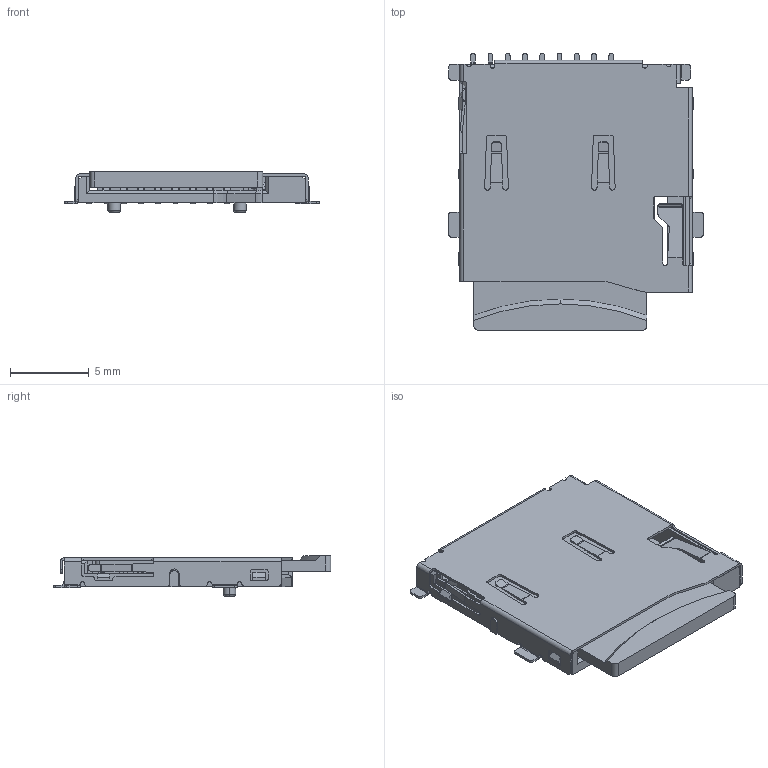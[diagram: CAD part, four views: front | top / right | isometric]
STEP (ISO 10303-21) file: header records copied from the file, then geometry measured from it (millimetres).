
FILE_DESCRIPTION(('FreeCAD Model'),'2;1');
FILE_NAME('XKB_XKTF-015-X-wCard.step','2021-03-06T20:19:21',('kicad StepUp'),( 'ksu MCAD'),'Open CASCADE STEP processor 7.3','FreeCAD','Unknown');
FILE_SCHEMA(('AUTOMOTIVE_DESIGN { 1 0 10303 214 1 1 1 1 }'));
Length unit declared in the file: millimetre
Products named in the file (1): XKB_XKTF-015-X-wCard
Bounding box: 16.18 x 17.65 x 2.6 mm (x, y, z)
Volume: 281.8 mm3; surface area: 1550 mm2
Topology: 12 solids, 12 shells, 1318 faces, 3718 edges, 2413 vertices
Faces by surface type: plane 849, cylinder 442, bspline 13, torus 10, cone 4
Entity records: 52149 total; most frequent: CARTESIAN_POINT 8102, ORIENTED_EDGE 7436, DIRECTION 7170, EDGE_CURVE 3718, LINE 2772, VECTOR 2772, VERTEX_POINT 2413, AXIS2_PLACEMENT_3D 2199
